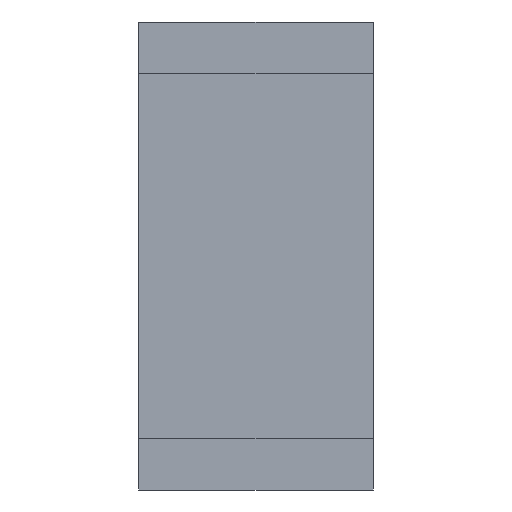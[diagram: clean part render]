
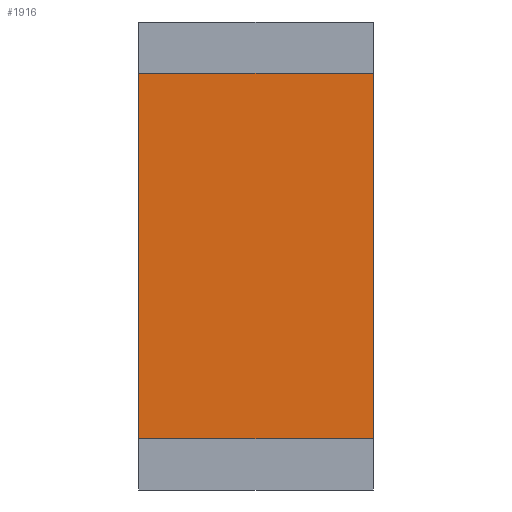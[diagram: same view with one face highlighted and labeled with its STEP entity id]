
A CAD part, front view. The second image highlights one B-rep face of the part: STEP entity #1916.
In plain terms, the highlighted planar face has unit normal (0, -1, 0).
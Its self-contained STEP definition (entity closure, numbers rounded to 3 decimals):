
#276=FACE_OUTER_BOUND('',#379,.T.);
#379=EDGE_LOOP('',(#1640,#1641,#1642,#1643));
#534=LINE('',#3678,#708);
#535=LINE('',#3680,#709);
#536=LINE('',#3682,#710);
#537=LINE('',#3683,#711);
#708=VECTOR('',#2195,10.);
#709=VECTOR('',#2196,10.);
#710=VECTOR('',#2197,10.);
#711=VECTOR('',#2198,10.);
#908=VERTEX_POINT('',#3676);
#909=VERTEX_POINT('',#3677);
#910=VERTEX_POINT('',#3679);
#911=VERTEX_POINT('',#3681);
#1178=EDGE_CURVE('',#908,#909,#534,.T.);
#1179=EDGE_CURVE('',#908,#910,#535,.T.);
#1180=EDGE_CURVE('',#911,#910,#536,.T.);
#1181=EDGE_CURVE('',#909,#911,#537,.T.);
#1640=ORIENTED_EDGE('',*,*,#1178,.F.);
#1641=ORIENTED_EDGE('',*,*,#1179,.T.);
#1642=ORIENTED_EDGE('',*,*,#1180,.F.);
#1643=ORIENTED_EDGE('',*,*,#1181,.F.);
#1813=PLANE('',#1969);
#1916=ADVANCED_FACE('',(#276),#1813,.T.);
#1969=AXIS2_PLACEMENT_3D('',#3675,#2193,#2194);
#2193=DIRECTION('center_axis',(0.,-1.,0.));
#2194=DIRECTION('ref_axis',(0.,0.,-1.));
#2195=DIRECTION('',(0.,0.,1.));
#2196=DIRECTION('',(1.,0.,0.));
#2197=DIRECTION('',(0.,0.,-1.));
#2198=DIRECTION('',(1.,0.,0.));
#3675=CARTESIAN_POINT('Origin',(0.,0.,5.7));
#3676=CARTESIAN_POINT('',(0.,0.,0.7));
#3677=CARTESIAN_POINT('',(0.,0.,5.7));
#3678=CARTESIAN_POINT('',(0.,0.,5.));
#3679=CARTESIAN_POINT('',(3.2,0.,0.7));
#3680=CARTESIAN_POINT('',(0.,0.,0.7));
#3681=CARTESIAN_POINT('',(3.2,0.,5.7));
#3682=CARTESIAN_POINT('',(3.2,0.,5.));
#3683=CARTESIAN_POINT('',(0.,0.,5.7));
